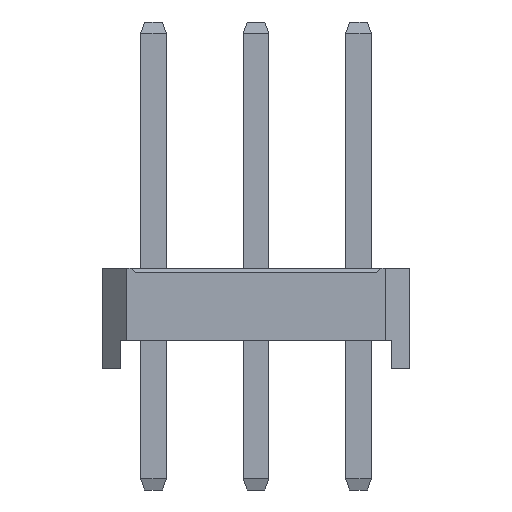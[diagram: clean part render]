
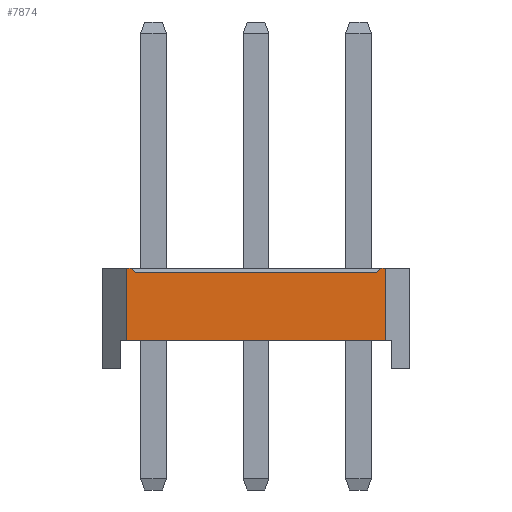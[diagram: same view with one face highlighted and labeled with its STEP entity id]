
A CAD part, left-side view. The second image highlights one B-rep face of the part: STEP entity #7874.
In plain terms, the highlighted planar face has unit normal (-1, 0, 0).
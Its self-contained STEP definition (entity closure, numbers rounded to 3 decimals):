
#7874=ADVANCED_FACE('',(#29692),#29694,.T.);
#29692=FACE_BOUND('',#29693,.T.);
#29693=EDGE_LOOP('',(#46489,#46490,#46491,#46492,#46493,#46494,#46495,#46496));
#29694=PLANE('',#29695);
#29695=AXIS2_PLACEMENT_3D('',#29696,#29697,#29698);
#29696=CARTESIAN_POINT('',(-1.27,5.75,0.));
#29697=DIRECTION('',(-1.,0.,0.));
#29698=DIRECTION('',(0.,-1.,0.));
#46489=ORIENTED_EDGE('',*,*,#56778,.F.);
#46490=ORIENTED_EDGE('',*,*,#56779,.T.);
#46491=ORIENTED_EDGE('',*,*,#56780,.F.);
#46492=ORIENTED_EDGE('',*,*,#54334,.F.);
#46493=ORIENTED_EDGE('',*,*,#56781,.F.);
#46494=ORIENTED_EDGE('',*,*,#53556,.T.);
#46495=ORIENTED_EDGE('',*,*,#56777,.T.);
#46496=ORIENTED_EDGE('',*,*,#54338,.F.);
#53556=EDGE_CURVE('',#59572,#59570,#59573,.T.);
#54334=EDGE_CURVE('',#61126,#61128,#61129,.T.);
#54338=EDGE_CURVE('',#61134,#61136,#61137,.T.);
#56777=EDGE_CURVE('',#59570,#61136,#65145,.T.);
#56778=EDGE_CURVE('',#65146,#61134,#65147,.F.);
#56779=EDGE_CURVE('',#65146,#65148,#65149,.T.);
#56780=EDGE_CURVE('',#61128,#65148,#65150,.F.);
#56781=EDGE_CURVE('',#59572,#61126,#65151,.T.);
#59570=VERTEX_POINT('',#69298);
#59572=VERTEX_POINT('',#69302);
#59573=LINE('',#69303,#69304);
#61126=VERTEX_POINT('',#72410);
#61128=VERTEX_POINT('',#72414);
#61129=LINE('',#72415,#72416);
#61134=VERTEX_POINT('',#72426);
#61136=VERTEX_POINT('',#72430);
#61137=LINE('',#72431,#72432);
#65145=LINE('',#81317,#81318);
#65146=VERTEX_POINT('',#81320);
#65147=LINE('',#81321,#81322);
#65148=VERTEX_POINT('',#81324);
#65149=LINE('',#81325,#81326);
#65150=LINE('',#81328,#81329);
#65151=LINE('',#81331,#81332);
#69298=CARTESIAN_POINT('',(-1.27,-0.67,0.7));
#69302=CARTESIAN_POINT('',(-1.27,5.75,0.7));
#69303=CARTESIAN_POINT('',(-1.27,5.75,0.7));
#69304=VECTOR('',#69305,1.);
#69305=DIRECTION('',(0.,-1.,0.));
#72410=CARTESIAN_POINT('',(-1.27,5.75,2.5));
#72414=CARTESIAN_POINT('',(-1.27,5.63,2.5));
#72415=CARTESIAN_POINT('',(-1.27,5.75,2.5));
#72416=VECTOR('',#72417,1.);
#72417=DIRECTION('',(0.,-1.,0.));
#72426=CARTESIAN_POINT('',(-1.27,-0.55,2.5));
#72430=CARTESIAN_POINT('',(-1.27,-0.67,2.5));
#72431=CARTESIAN_POINT('',(-1.27,-0.55,2.5));
#72432=VECTOR('',#72433,1.);
#72433=DIRECTION('',(0.,-1.,0.));
#81317=CARTESIAN_POINT('',(-1.27,-0.67,0.7));
#81318=VECTOR('',#81319,1.);
#81319=DIRECTION('',(0.,0.,1.));
#81320=CARTESIAN_POINT('',(-1.27,-0.45,2.4));
#81321=CARTESIAN_POINT('',(-1.27,-0.55,2.5));
#81322=VECTOR('',#81323,1.);
#81323=DIRECTION('',(0.,0.707,-0.707));
#81324=CARTESIAN_POINT('',(-1.27,5.53,2.4));
#81325=CARTESIAN_POINT('',(-1.27,-0.45,2.4));
#81326=VECTOR('',#81327,1.);
#81327=DIRECTION('',(0.,1.,0.));
#81328=CARTESIAN_POINT('',(-1.27,5.53,2.4));
#81329=VECTOR('',#81330,1.);
#81330=DIRECTION('',(0.,0.707,0.707));
#81331=CARTESIAN_POINT('',(-1.27,5.75,0.7));
#81332=VECTOR('',#81333,1.);
#81333=DIRECTION('',(0.,0.,1.));
